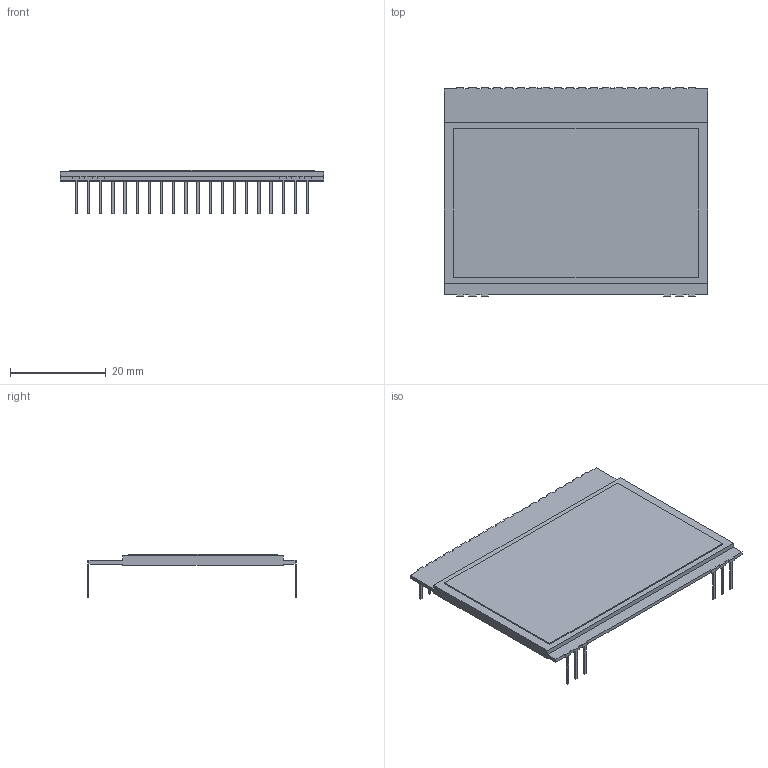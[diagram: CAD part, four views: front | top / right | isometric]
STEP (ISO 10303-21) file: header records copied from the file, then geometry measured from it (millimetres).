
FILE_DESCRIPTION(('FreeCAD Model'),'2;1');
FILE_NAME('User Library-EA-DOGM128.step', '2017-10-18T14:49:07',('kicad StepUp'),('ksu MCAD'), 'Open CASCADE STEP processor 6.8','FreeCAD','Unknown');
FILE_SCHEMA(('AUTOMOTIVE_DESIGN_CC2 { 1 2 10303 214 -1 1 5 4 }'));
Length unit declared in the file: millimetre
Products named in the file (2): ASSEMBLY; User_Library-EA-DOGM128
Assembly tree (1 placements, depth 2):
  ASSEMBLY
    User_Library-EA-DOGM128
Bounding box: 55 x 43.6 x 9 mm (x, y, z)
Volume: 4600.3 mm3; surface area: 5474.4 mm2
Topology: 1 solids, 1 shells, 227 faces, 672 edges, 448 vertices
Faces by surface type: plane 227
Entity records: 7465 total; most frequent: CARTESIAN_POINT 1349, ORIENTED_EDGE 1344, DIRECTION 1130, EDGE_CURVE 672, LINE 672, VECTOR 672, VERTEX_POINT 448, AXIS2_PLACEMENT_3D 229
